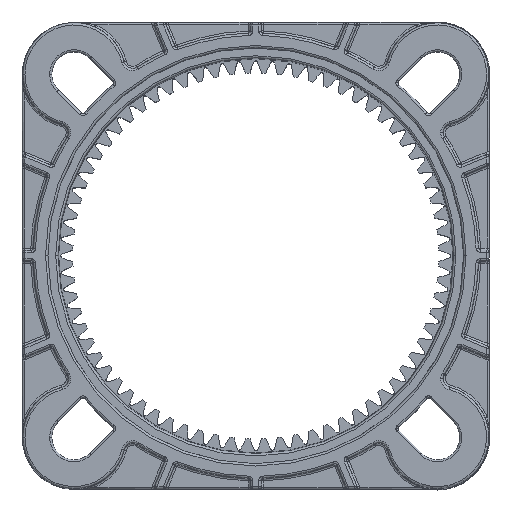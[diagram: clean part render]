
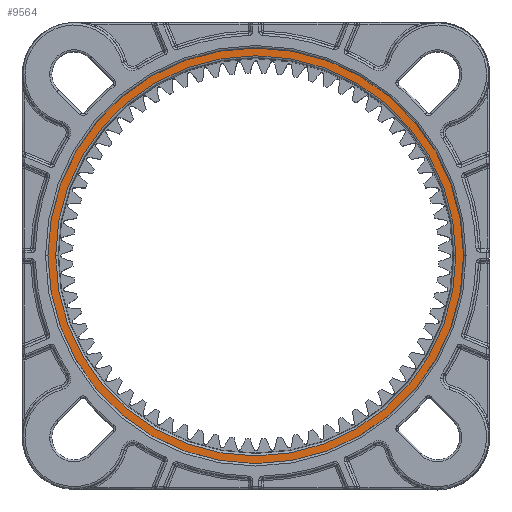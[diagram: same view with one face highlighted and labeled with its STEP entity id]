
A CAD part, top view. The second image highlights one B-rep face of the part: STEP entity #9564.
In plain terms, the highlighted planar face has unit normal (0, 0, 1).
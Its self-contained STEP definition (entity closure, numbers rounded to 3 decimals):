
#144 = CARTESIAN_POINT ( 'NONE',  ( 0., 0., 4.15 ) ) ;
#1602 = EDGE_LOOP ( 'NONE', ( #20014, #11261 ) ) ;
#2260 = DIRECTION ( 'NONE',  ( 0., 0., -1. ) ) ;
#2412 = VERTEX_POINT ( 'NONE', #42531 ) ;
#3215 = EDGE_LOOP ( 'NONE', ( #8060, #34992 ) ) ;
#4382 = CIRCLE ( 'NONE', #25472, 20.025 ) ;
#6530 = AXIS2_PLACEMENT_3D ( 'NONE', #15673, #38555, #41705 ) ;
#7129 = CIRCLE ( 'NONE', #26376, 19.28 ) ;
#8002 = EDGE_CURVE ( 'NONE', #2412, #19245, #7129, .T. ) ;
#8060 = ORIENTED_EDGE ( 'NONE', *, *, #35631, .T. ) ;
#9564 = ADVANCED_FACE ( 'NONE', ( #36354, #27616 ), #35204, .T. ) ;
#11261 = ORIENTED_EDGE ( 'NONE', *, *, #26223, .T. ) ;
#11763 = DIRECTION ( 'NONE',  ( 1., 0., 0. ) ) ;
#13990 = AXIS2_PLACEMENT_3D ( 'NONE', #144, #39797, #26399 ) ;
#15673 = CARTESIAN_POINT ( 'NONE',  ( 0., 0., 4.15 ) ) ;
#18540 = DIRECTION ( 'NONE',  ( 0., 0., 1. ) ) ;
#18569 = CARTESIAN_POINT ( 'NONE',  ( 0., 0., 4.15 ) ) ;
#18823 = DIRECTION ( 'NONE',  ( 1., 0., 0. ) ) ;
#19245 = VERTEX_POINT ( 'NONE', #21555 ) ;
#20014 = ORIENTED_EDGE ( 'NONE', *, *, #40525, .T. ) ;
#21555 = CARTESIAN_POINT ( 'NONE',  ( 19.28, 0., 4.15 ) ) ;
#23690 = AXIS2_PLACEMENT_3D ( 'NONE', #32174, #35491, #18823 ) ;
#25472 = AXIS2_PLACEMENT_3D ( 'NONE', #33890, #18540, #11763 ) ;
#26223 = EDGE_CURVE ( 'NONE', #40232, #40416, #38389, .T. ) ;
#26376 = AXIS2_PLACEMENT_3D ( 'NONE', #18569, #2260, #33927 ) ;
#26399 = DIRECTION ( 'NONE',  ( 1., 0., 0. ) ) ;
#27616 = FACE_OUTER_BOUND ( 'NONE', #1602, .T. ) ;
#32174 = CARTESIAN_POINT ( 'NONE',  ( 0., 0., 4.15 ) ) ;
#33890 = CARTESIAN_POINT ( 'NONE',  ( 0., 0., 4.15 ) ) ;
#33927 = DIRECTION ( 'NONE',  ( 1., 0., 0. ) ) ;
#34992 = ORIENTED_EDGE ( 'NONE', *, *, #8002, .T. ) ;
#35204 = PLANE ( 'NONE',  #23690 ) ;
#35491 = DIRECTION ( 'NONE',  ( 0., 0., 1. ) ) ;
#35631 = EDGE_CURVE ( 'NONE', #19245, #2412, #42189, .T. ) ;
#36354 = FACE_BOUND ( 'NONE', #3215, .T. ) ;
#38389 = CIRCLE ( 'NONE', #13990, 20.025 ) ;
#38555 = DIRECTION ( 'NONE',  ( 0., 0., -1. ) ) ;
#39797 = DIRECTION ( 'NONE',  ( 0., 0., 1. ) ) ;
#40232 = VERTEX_POINT ( 'NONE', #42299 ) ;
#40264 = CARTESIAN_POINT ( 'NONE',  ( 20.025, 0., 4.15 ) ) ;
#40416 = VERTEX_POINT ( 'NONE', #40264 ) ;
#40525 = EDGE_CURVE ( 'NONE', #40416, #40232, #4382, .T. ) ;
#41705 = DIRECTION ( 'NONE',  ( 1., 0., 0. ) ) ;
#42189 = CIRCLE ( 'NONE', #6530, 19.28 ) ;
#42299 = CARTESIAN_POINT ( 'NONE',  ( -20.025, 0., 4.15 ) ) ;
#42531 = CARTESIAN_POINT ( 'NONE',  ( -19.28, 0., 4.15 ) ) ;
